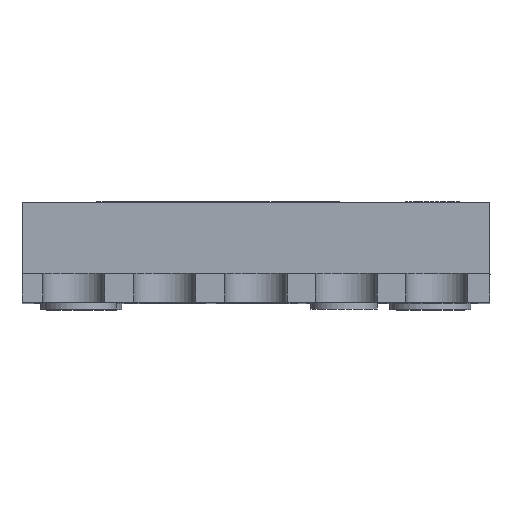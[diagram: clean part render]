
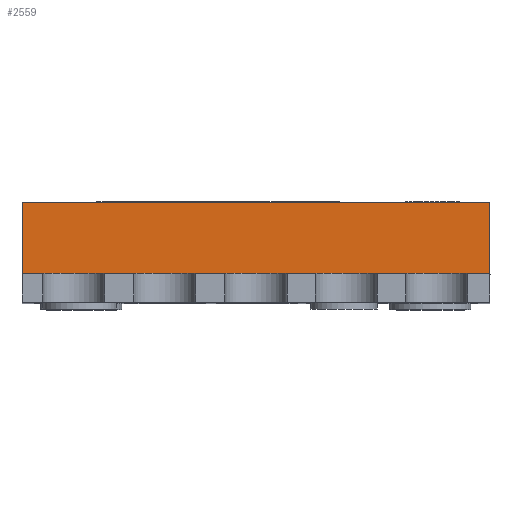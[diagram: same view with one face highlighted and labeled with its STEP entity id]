
A CAD part, top view. The second image highlights one B-rep face of the part: STEP entity #2559.
In plain terms, the highlighted planar face has unit normal (0, 0, 1).
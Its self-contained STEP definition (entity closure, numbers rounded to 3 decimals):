
#83=CARTESIAN_POINT('',(-4.9,0.0,6.5));
#84=VERTEX_POINT('',#83);
#91=CARTESIAN_POINT('',(4.9,0.0,6.5));
#92=VERTEX_POINT('',#91);
#93=CARTESIAN_POINT('',(-4.9,0.0,6.5));
#94=DIRECTION('',(1.0,0.0,0.0));
#95=VECTOR('',#94,9.8);
#96=LINE('',#93,#95);
#97=EDGE_CURVE('',#84,#92,#96,.T.);
#905=CARTESIAN_POINT('',(4.649,-1.496,6.5));
#906=VERTEX_POINT('',#905);
#907=CARTESIAN_POINT('',(2.953,-1.496,6.5));
#908=VERTEX_POINT('',#907);
#909=CARTESIAN_POINT('',(4.649,-1.496,6.5));
#910=DIRECTION('',(-1.0,0.0,0.0));
#911=VECTOR('',#910,1.695);
#912=LINE('',#909,#911);
#913=EDGE_CURVE('',#906,#908,#912,.T.);
#962=CARTESIAN_POINT('',(2.749,-1.496,6.5));
#963=VERTEX_POINT('',#962);
#964=CARTESIAN_POINT('',(1.053,-1.496,6.5));
#965=VERTEX_POINT('',#964);
#966=CARTESIAN_POINT('',(2.749,-1.496,6.5));
#967=DIRECTION('',(-1.0,0.0,0.0));
#968=VECTOR('',#967,1.695);
#969=LINE('',#966,#968);
#970=EDGE_CURVE('',#963,#965,#969,.T.);
#1019=CARTESIAN_POINT('',(0.86,-1.496,6.5));
#1020=VERTEX_POINT('',#1019);
#1021=CARTESIAN_POINT('',(-0.835,-1.496,6.5));
#1022=VERTEX_POINT('',#1021);
#1023=CARTESIAN_POINT('',(0.86,-1.496,6.5));
#1024=DIRECTION('',(-1.0,0.0,0.0));
#1025=VECTOR('',#1024,1.695);
#1026=LINE('',#1023,#1025);
#1027=EDGE_CURVE('',#1020,#1022,#1026,.T.);
#1076=CARTESIAN_POINT('',(-1.051,-1.496,6.5));
#1077=VERTEX_POINT('',#1076);
#1078=CARTESIAN_POINT('',(-2.747,-1.496,6.5));
#1079=VERTEX_POINT('',#1078);
#1080=CARTESIAN_POINT('',(-1.051,-1.496,6.5));
#1081=DIRECTION('',(-1.0,0.0,0.0));
#1082=VECTOR('',#1081,1.695);
#1083=LINE('',#1080,#1082);
#1084=EDGE_CURVE('',#1077,#1079,#1083,.T.);
#1133=CARTESIAN_POINT('',(-2.951,-1.496,6.5));
#1134=VERTEX_POINT('',#1133);
#1135=CARTESIAN_POINT('',(-4.647,-1.496,6.5));
#1136=VERTEX_POINT('',#1135);
#1137=CARTESIAN_POINT('',(-2.951,-1.496,6.5));
#1138=DIRECTION('',(-1.0,0.0,0.0));
#1139=VECTOR('',#1138,1.695);
#1140=LINE('',#1137,#1139);
#1141=EDGE_CURVE('',#1134,#1136,#1140,.T.);
#1563=CARTESIAN_POINT('',(4.649,-1.5,6.5));
#1564=VERTEX_POINT('',#1563);
#1598=CARTESIAN_POINT('',(4.9,-1.5,6.5));
#1599=VERTEX_POINT('',#1598);
#1606=CARTESIAN_POINT('',(4.649,-1.5,6.5));
#1607=DIRECTION('',(1.0,0.0,0.0));
#1608=VECTOR('',#1607,0.251);
#1609=LINE('',#1606,#1608);
#1610=EDGE_CURVE('',#1564,#1599,#1609,.T.);
#1630=CARTESIAN_POINT('',(2.953,-1.5,6.5));
#1631=VERTEX_POINT('',#1630);
#1638=CARTESIAN_POINT('',(2.749,-1.5,6.5));
#1639=VERTEX_POINT('',#1638);
#1640=CARTESIAN_POINT('',(2.749,-1.5,6.5));
#1641=DIRECTION('',(1.0,0.0,0.0));
#1642=VECTOR('',#1641,0.205);
#1643=LINE('',#1640,#1642);
#1644=EDGE_CURVE('',#1639,#1631,#1643,.T.);
#1704=CARTESIAN_POINT('',(1.053,-1.5,6.5));
#1705=VERTEX_POINT('',#1704);
#1712=CARTESIAN_POINT('',(0.86,-1.5,6.5));
#1713=VERTEX_POINT('',#1712);
#1714=CARTESIAN_POINT('',(0.86,-1.5,6.5));
#1715=DIRECTION('',(1.0,0.0,0.0));
#1716=VECTOR('',#1715,0.193);
#1717=LINE('',#1714,#1716);
#1718=EDGE_CURVE('',#1713,#1705,#1717,.T.);
#1778=CARTESIAN_POINT('',(-0.835,-1.5,6.5));
#1779=VERTEX_POINT('',#1778);
#1786=CARTESIAN_POINT('',(-1.051,-1.5,6.5));
#1787=VERTEX_POINT('',#1786);
#1788=CARTESIAN_POINT('',(-1.051,-1.5,6.5));
#1789=DIRECTION('',(1.0,0.0,0.0));
#1790=VECTOR('',#1789,0.217);
#1791=LINE('',#1788,#1790);
#1792=EDGE_CURVE('',#1787,#1779,#1791,.T.);
#1852=CARTESIAN_POINT('',(-2.747,-1.5,6.5));
#1853=VERTEX_POINT('',#1852);
#1860=CARTESIAN_POINT('',(-2.951,-1.5,6.5));
#1861=VERTEX_POINT('',#1860);
#1862=CARTESIAN_POINT('',(-2.951,-1.5,6.5));
#1863=DIRECTION('',(1.0,0.0,0.0));
#1864=VECTOR('',#1863,0.205);
#1865=LINE('',#1862,#1864);
#1866=EDGE_CURVE('',#1861,#1853,#1865,.T.);
#1926=CARTESIAN_POINT('',(-4.647,-1.5,6.5));
#1927=VERTEX_POINT('',#1926);
#1934=CARTESIAN_POINT('',(-4.9,-1.5,6.5));
#1935=VERTEX_POINT('',#1934);
#1936=CARTESIAN_POINT('',(-4.9,-1.5,6.5));
#1937=DIRECTION('',(1.0,0.0,0.0));
#1938=VECTOR('',#1937,0.253);
#1939=LINE('',#1936,#1938);
#1940=EDGE_CURVE('',#1935,#1927,#1939,.T.);
#2445=CARTESIAN_POINT('',(-4.9,0.0,6.5));
#2446=DIRECTION('',(0.,-1.,0.0));
#2447=VECTOR('',#2446,1.5);
#2448=LINE('',#2445,#2447);
#2449=EDGE_CURVE('',#84,#1935,#2448,.T.);
#2473=CARTESIAN_POINT('',(0.0,-1.53,6.5));
#2474=DIRECTION('',(0.0,0.0,1.0));
#2475=DIRECTION('',(1.0,0.0,0.0));
#2476=AXIS2_PLACEMENT_3D('',#2473,#2474,#2475);
#2477=PLANE('',#2476);
#2478=ORIENTED_EDGE('',*,*,#913,.F.);
#2479=CARTESIAN_POINT('',(4.649,-1.5,6.5));
#2480=DIRECTION('',(0.0,1.0,0.0));
#2481=VECTOR('',#2480,0.004);
#2482=LINE('',#2479,#2481);
#2483=EDGE_CURVE('',#1564,#906,#2482,.T.);
#2484=ORIENTED_EDGE('',*,*,#2483,.F.);
#2485=ORIENTED_EDGE('',*,*,#1610,.T.);
#2486=CARTESIAN_POINT('',(4.9,0.0,6.5));
#2487=DIRECTION('',(0.,-1.,0.0));
#2488=VECTOR('',#2487,1.5);
#2489=LINE('',#2486,#2488);
#2490=EDGE_CURVE('',#92,#1599,#2489,.T.);
#2491=ORIENTED_EDGE('',*,*,#2490,.F.);
#2492=ORIENTED_EDGE('',*,*,#97,.F.);
#2493=ORIENTED_EDGE('',*,*,#2449,.T.);
#2494=ORIENTED_EDGE('',*,*,#1940,.T.);
#2495=CARTESIAN_POINT('',(-4.647,-1.5,6.5));
#2496=DIRECTION('',(0.0,1.0,0.0));
#2497=VECTOR('',#2496,0.004);
#2498=LINE('',#2495,#2497);
#2499=EDGE_CURVE('',#1927,#1136,#2498,.T.);
#2500=ORIENTED_EDGE('',*,*,#2499,.T.);
#2501=ORIENTED_EDGE('',*,*,#1141,.F.);
#2502=CARTESIAN_POINT('',(-2.951,-1.5,6.5));
#2503=DIRECTION('',(0.0,1.0,0.0));
#2504=VECTOR('',#2503,0.004);
#2505=LINE('',#2502,#2504);
#2506=EDGE_CURVE('',#1861,#1134,#2505,.T.);
#2507=ORIENTED_EDGE('',*,*,#2506,.F.);
#2508=ORIENTED_EDGE('',*,*,#1866,.T.);
#2509=CARTESIAN_POINT('',(-2.747,-1.5,6.5));
#2510=DIRECTION('',(0.0,1.0,0.0));
#2511=VECTOR('',#2510,0.004);
#2512=LINE('',#2509,#2511);
#2513=EDGE_CURVE('',#1853,#1079,#2512,.T.);
#2514=ORIENTED_EDGE('',*,*,#2513,.T.);
#2515=ORIENTED_EDGE('',*,*,#1084,.F.);
#2516=CARTESIAN_POINT('',(-1.051,-1.5,6.5));
#2517=DIRECTION('',(0.0,1.0,0.0));
#2518=VECTOR('',#2517,0.004);
#2519=LINE('',#2516,#2518);
#2520=EDGE_CURVE('',#1787,#1077,#2519,.T.);
#2521=ORIENTED_EDGE('',*,*,#2520,.F.);
#2522=ORIENTED_EDGE('',*,*,#1792,.T.);
#2523=CARTESIAN_POINT('',(-0.835,-1.5,6.5));
#2524=DIRECTION('',(0.0,1.0,0.0));
#2525=VECTOR('',#2524,0.004);
#2526=LINE('',#2523,#2525);
#2527=EDGE_CURVE('',#1779,#1022,#2526,.T.);
#2528=ORIENTED_EDGE('',*,*,#2527,.T.);
#2529=ORIENTED_EDGE('',*,*,#1027,.F.);
#2530=CARTESIAN_POINT('',(0.86,-1.5,6.5));
#2531=DIRECTION('',(0.0,1.0,0.0));
#2532=VECTOR('',#2531,0.004);
#2533=LINE('',#2530,#2532);
#2534=EDGE_CURVE('',#1713,#1020,#2533,.T.);
#2535=ORIENTED_EDGE('',*,*,#2534,.F.);
#2536=ORIENTED_EDGE('',*,*,#1718,.T.);
#2537=CARTESIAN_POINT('',(1.053,-1.5,6.5));
#2538=DIRECTION('',(0.0,1.0,0.0));
#2539=VECTOR('',#2538,0.004);
#2540=LINE('',#2537,#2539);
#2541=EDGE_CURVE('',#1705,#965,#2540,.T.);
#2542=ORIENTED_EDGE('',*,*,#2541,.T.);
#2543=ORIENTED_EDGE('',*,*,#970,.F.);
#2544=CARTESIAN_POINT('',(2.749,-1.5,6.5));
#2545=DIRECTION('',(0.0,1.0,0.0));
#2546=VECTOR('',#2545,0.004);
#2547=LINE('',#2544,#2546);
#2548=EDGE_CURVE('',#1639,#963,#2547,.T.);
#2549=ORIENTED_EDGE('',*,*,#2548,.F.);
#2550=ORIENTED_EDGE('',*,*,#1644,.T.);
#2551=CARTESIAN_POINT('',(2.953,-1.5,6.5));
#2552=DIRECTION('',(0.0,1.0,0.0));
#2553=VECTOR('',#2552,0.004);
#2554=LINE('',#2551,#2553);
#2555=EDGE_CURVE('',#1631,#908,#2554,.T.);
#2556=ORIENTED_EDGE('',*,*,#2555,.T.);
#2557=EDGE_LOOP('',(#2478,#2484,#2485,#2491,#2492,#2493,#2494,#2500,#2501,#2507,#2508,#2514,#2515,#2521,#2522,#2528,#2529,#2535,#2536,#2542,#2543,#2549,#2550,#2556));
#2558=FACE_OUTER_BOUND('',#2557,.T.);
#2559=ADVANCED_FACE('',(#2558),#2477,.T.);
